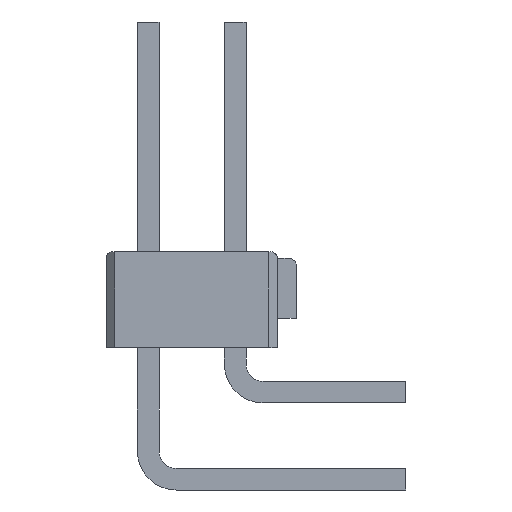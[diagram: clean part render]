
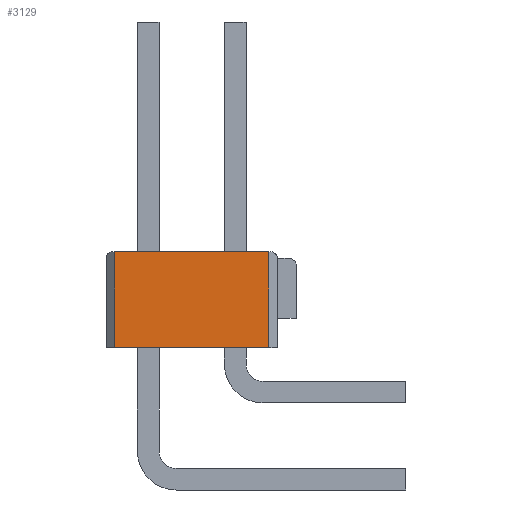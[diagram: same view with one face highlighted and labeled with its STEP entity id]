
A CAD part, left-side view. The second image highlights one B-rep face of the part: STEP entity #3129.
In plain terms, the highlighted planar face has unit normal (-1, 0, 0).
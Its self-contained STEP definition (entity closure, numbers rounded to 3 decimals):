
#2=DIRECTION('',(0.,0.,-1.));
#3=VECTOR('',#2,2.8);
#4=CARTESIAN_POINT('',(-6.35,2.25,0.));
#5=LINE('',#4,#3);
#6=DIRECTION('',(0.,-1.,0.));
#7=VECTOR('',#6,4.5);
#8=CARTESIAN_POINT('',(-6.35,2.25,0.));
#9=LINE('',#8,#7);
#10=DIRECTION('',(0.,0.,-1.));
#11=VECTOR('',#10,2.8);
#12=CARTESIAN_POINT('',(-6.35,-2.25,0.));
#13=LINE('',#12,#11);
#54=DIRECTION('',(0.,-1.,0.));
#55=VECTOR('',#54,4.5);
#56=CARTESIAN_POINT('',(-6.35,2.25,-2.8));
#57=LINE('',#56,#55);
#2434=CARTESIAN_POINT('',(-6.35,2.25,0.));
#2435=CARTESIAN_POINT('',(-6.35,2.25,-2.8));
#2436=VERTEX_POINT('',#2434);
#2437=VERTEX_POINT('',#2435);
#2438=CARTESIAN_POINT('',(-6.35,-2.25,0.));
#2439=CARTESIAN_POINT('',(-6.35,-2.25,-2.8));
#2440=VERTEX_POINT('',#2438);
#2441=VERTEX_POINT('',#2439);
#3114=CARTESIAN_POINT('',(-6.35,0.,0.));
#3115=DIRECTION('',(1.,0.,0.));
#3116=DIRECTION('',(0.,0.,-1.));
#3117=AXIS2_PLACEMENT_3D('',#3114,#3115,#3116);
#3118=PLANE('',#3117);
#3120=ORIENTED_EDGE('',*,*,#3119,.F.);
#3122=ORIENTED_EDGE('',*,*,#3121,.T.);
#3124=ORIENTED_EDGE('',*,*,#3123,.T.);
#3126=ORIENTED_EDGE('',*,*,#3125,.F.);
#3127=EDGE_LOOP('',(#3120,#3122,#3124,#3126));
#3128=FACE_OUTER_BOUND('',#3127,.F.);
#3119=EDGE_CURVE('',#2436,#2437,#5,.T.);
#3121=EDGE_CURVE('',#2436,#2440,#9,.T.);
#3123=EDGE_CURVE('',#2440,#2441,#13,.T.);
#3125=EDGE_CURVE('',#2437,#2441,#57,.T.);
#3129=ADVANCED_FACE('',(#3128),#3118,.F.);
